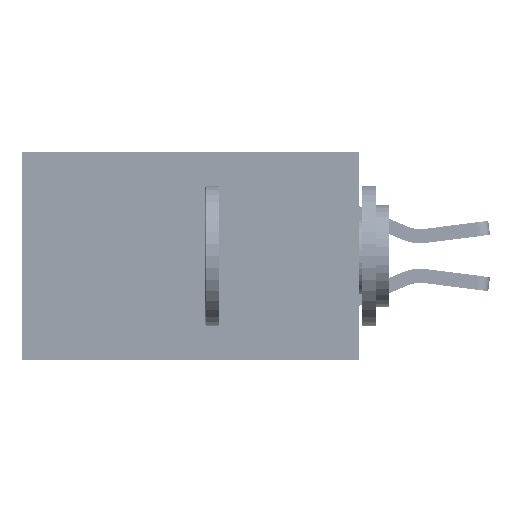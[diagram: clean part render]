
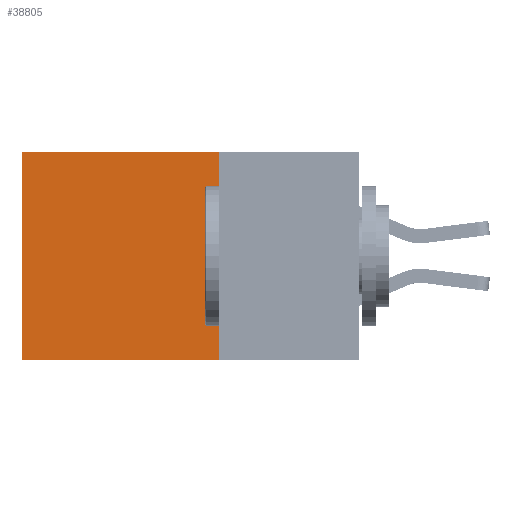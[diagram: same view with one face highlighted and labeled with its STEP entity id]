
A CAD part, left-side view. The second image highlights one B-rep face of the part: STEP entity #38805.
In plain terms, the highlighted planar face has unit normal (-1, 0, 0).
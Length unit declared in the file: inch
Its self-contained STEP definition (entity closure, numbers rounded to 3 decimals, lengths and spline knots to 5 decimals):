
#16 = AXIS2_PLACEMENT_3D ( 'NONE', #27471, #10644, #17412 ) ;
#1314 = LINE ( 'NONE', #43663, #32970 ) ;
#3687 = VERTEX_POINT ( 'NONE', #16048 ) ;
#3884 = EDGE_CURVE ( 'NONE', #3687, #16873, #33128, .T. ) ;
#7213 = CARTESIAN_POINT ( 'NONE',  ( 0.2875, 0.6, 0. ) ) ;
#7220 = VECTOR ( 'NONE', #31304, 39.37008 ) ;
#7364 = DIRECTION ( 'NONE',  ( 0., 0., -1. ) ) ;
#8585 = DIRECTION ( 'NONE',  ( 0., 1., 0. ) ) ;
#8777 = FACE_OUTER_BOUND ( 'NONE', #10828, .T. ) ;
#10644 = DIRECTION ( 'NONE',  ( 1., 0., 0. ) ) ;
#10828 = EDGE_LOOP ( 'NONE', ( #27529, #15732, #14642, #34591 ) ) ;
#12644 = VECTOR ( 'NONE', #8585, 39.37008 ) ;
#13613 = VECTOR ( 'NONE', #7364, 39.37008 ) ;
#14311 = PLANE ( 'NONE',  #16 ) ;
#14642 = ORIENTED_EDGE ( 'NONE', *, *, #38714, .F. ) ;
#15732 = ORIENTED_EDGE ( 'NONE', *, *, #34218, .F. ) ;
#16048 = CARTESIAN_POINT ( 'NONE',  ( 0.2875, 0.6, 0. ) ) ;
#16873 = VERTEX_POINT ( 'NONE', #20592 ) ;
#17412 = DIRECTION ( 'NONE',  ( 0., 0., -1. ) ) ;
#19188 = CARTESIAN_POINT ( 'NONE',  ( 0.2875, 0.25, -0.37 ) ) ;
#19720 = VERTEX_POINT ( 'NONE', #26219 ) ;
#20014 = DIRECTION ( 'NONE',  ( 0., 1., 0. ) ) ;
#20022 = VERTEX_POINT ( 'NONE', #27820 ) ;
#20592 = CARTESIAN_POINT ( 'NONE',  ( 0.2875, 0.6, -0.37 ) ) ;
#26219 = CARTESIAN_POINT ( 'NONE',  ( 0.2875, 0.25, 0. ) ) ;
#27471 = CARTESIAN_POINT ( 'NONE',  ( 0.2875, 0.25, 0. ) ) ;
#27529 = ORIENTED_EDGE ( 'NONE', *, *, #3884, .T. ) ;
#27820 = CARTESIAN_POINT ( 'NONE',  ( 0.2875, 0.25, -0.37 ) ) ;
#30622 = LINE ( 'NONE', #19188, #12644 ) ;
#31304 = DIRECTION ( 'NONE',  ( 0., 0., -1. ) ) ;
#31543 = EDGE_CURVE ( 'NONE', #19720, #3687, #1314, .T. ) ;
#32970 = VECTOR ( 'NONE', #20014, 39.37008 ) ;
#33128 = LINE ( 'NONE', #7213, #13613 ) ;
#33608 = LINE ( 'NONE', #34252, #7220 ) ;
#34218 = EDGE_CURVE ( 'NONE', #20022, #16873, #30622, .T. ) ;
#34252 = CARTESIAN_POINT ( 'NONE',  ( 0.2875, 0.25, 0. ) ) ;
#34591 = ORIENTED_EDGE ( 'NONE', *, *, #31543, .T. ) ;
#38714 = EDGE_CURVE ( 'NONE', #19720, #20022, #33608, .T. ) ;
#38805 = ADVANCED_FACE ( 'NONE', ( #8777 ), #14311, .F. ) ;
#43663 = CARTESIAN_POINT ( 'NONE',  ( 0.2875, 0.25, 0. ) ) ;
